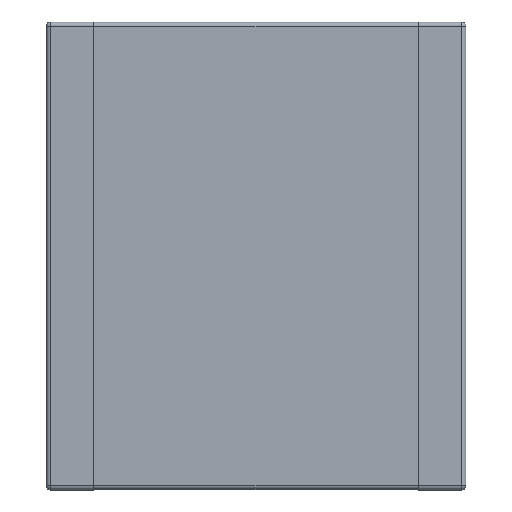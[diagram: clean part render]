
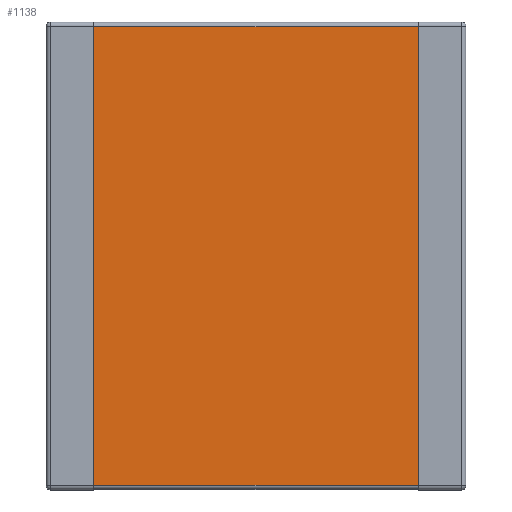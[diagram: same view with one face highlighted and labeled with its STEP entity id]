
A CAD part, top view. The second image highlights one B-rep face of the part: STEP entity #1138.
In plain terms, the highlighted planar face has unit normal (0, 0, 1).
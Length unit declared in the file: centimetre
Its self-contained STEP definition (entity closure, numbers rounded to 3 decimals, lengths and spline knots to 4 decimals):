
#23 = DIRECTION ( 'NONE',  ( 0., 0., 1. ) ) ;
#76 = EDGE_LOOP ( 'NONE', ( #932, #165, #1624, #1564 ) ) ;
#123 = DIRECTION ( 'NONE',  ( 1., 0., 0. ) ) ;
#150 = VECTOR ( 'NONE', #1794, 100. ) ;
#165 = ORIENTED_EDGE ( 'NONE', *, *, #1035, .F. ) ;
#246 = LINE ( 'NONE', #744, #1833 ) ;
#274 = CARTESIAN_POINT ( 'NONE',  ( 0.22, -0.3113, 0.149 ) ) ;
#275 = VERTEX_POINT ( 'NONE', #1059 ) ;
#438 = CARTESIAN_POINT ( 'NONE',  ( -0.22, -0.3113, 0.149 ) ) ;
#474 = VECTOR ( 'NONE', #1780, 100. ) ;
#577 = VECTOR ( 'NONE', #1042, 100. ) ;
#589 = VERTEX_POINT ( 'NONE', #274 ) ;
#620 = EDGE_CURVE ( 'NONE', #1073, #589, #246, .T. ) ;
#712 = CARTESIAN_POINT ( 'NONE',  ( 0.22, -0.3175, 0.149 ) ) ;
#744 = CARTESIAN_POINT ( 'NONE',  ( 0., -0.3113, 0.149 ) ) ;
#932 = ORIENTED_EDGE ( 'NONE', *, *, #1940, .T. ) ;
#965 = CARTESIAN_POINT ( 'NONE',  ( 0., -0.317, 0.149 ) ) ;
#1035 = EDGE_CURVE ( 'NONE', #1073, #275, #1747, .T. ) ;
#1042 = DIRECTION ( 'NONE',  ( 0., 1., 0. ) ) ;
#1059 = CARTESIAN_POINT ( 'NONE',  ( -0.22, 0.3113, 0.149 ) ) ;
#1073 = VERTEX_POINT ( 'NONE', #438 ) ;
#1116 = DIRECTION ( 'NONE',  ( 1., 0., 0. ) ) ;
#1138 = ADVANCED_FACE ( 'NONE', ( #1957 ), #1861, .T. ) ;
#1340 = LINE ( 'NONE', #1663, #150 ) ;
#1470 = VERTEX_POINT ( 'NONE', #1485 ) ;
#1485 = CARTESIAN_POINT ( 'NONE',  ( 0.22, 0.3113, 0.149 ) ) ;
#1564 = ORIENTED_EDGE ( 'NONE', *, *, #1652, .F. ) ;
#1624 = ORIENTED_EDGE ( 'NONE', *, *, #620, .T. ) ;
#1651 = LINE ( 'NONE', #712, #474 ) ;
#1652 = EDGE_CURVE ( 'NONE', #1470, #589, #1651, .T. ) ;
#1663 = CARTESIAN_POINT ( 'NONE',  ( 0., 0.3113, 0.149 ) ) ;
#1698 = AXIS2_PLACEMENT_3D ( 'NONE', #965, #23, #1116 ) ;
#1747 = LINE ( 'NONE', #1936, #577 ) ;
#1780 = DIRECTION ( 'NONE',  ( 0., -1., 0. ) ) ;
#1794 = DIRECTION ( 'NONE',  ( -1., 0., 0. ) ) ;
#1833 = VECTOR ( 'NONE', #123, 100. ) ;
#1861 = PLANE ( 'NONE',  #1698 ) ;
#1936 = CARTESIAN_POINT ( 'NONE',  ( -0.22, -0.3175, 0.149 ) ) ;
#1940 = EDGE_CURVE ( 'NONE', #1470, #275, #1340, .T. ) ;
#1957 = FACE_OUTER_BOUND ( 'NONE', #76, .T. ) ;
